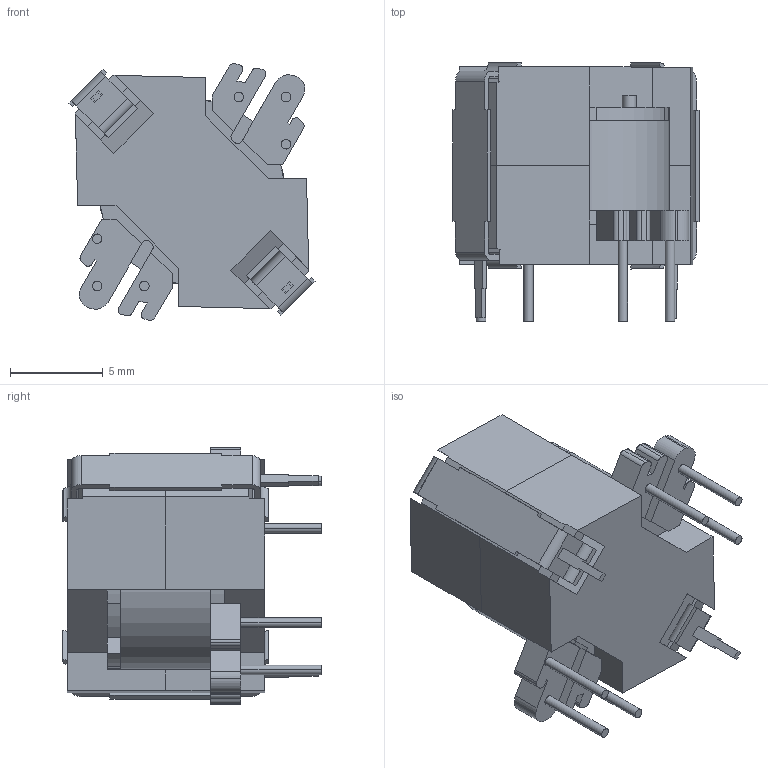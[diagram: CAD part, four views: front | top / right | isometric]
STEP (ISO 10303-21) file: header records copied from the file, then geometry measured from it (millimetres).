
FILE_DESCRIPTION (( 'STEP AP214' ), '1' );
FILE_NAME ('RM5_2250_0056.STEP', '2019-02-01T14:38:15', ( '' ), ( '' ), 'SwSTEP 2.0', 'SolidWorks 2017', '' );
FILE_SCHEMA (( 'AUTOMOTIVE_DESIGN' ));
Length unit declared in the file: millimetre
Products named in the file (5): 139-0056_6G; 150-2378_6A; 070-2250_coil; 070-2250_6N; RM5_2250_0056
Assembly tree (6 placements, depth 2):
  RM5_2250_0056
    070-2250_6N
    070-2250_coil
    150-2378_6A  x2
    139-0056_6G  x2
Bounding box: 13.23 x 13.9 x 13.81 mm (x, y, z)
Volume: 1203.1 mm3; surface area: 2138.6 mm2
Topology: 6 solids, 6 shells, 264 faces, 716 edges, 477 vertices
Faces by surface type: plane 175, cylinder 89
Entity records: 6495 total; most frequent: DIRECTION 1073, CARTESIAN_POINT 1070, ORIENTED_EDGE 1042, EDGE_CURVE 521, LINE 373, VECTOR 373, AXIS2_PLACEMENT_3D 350, VERTEX_POINT 347
